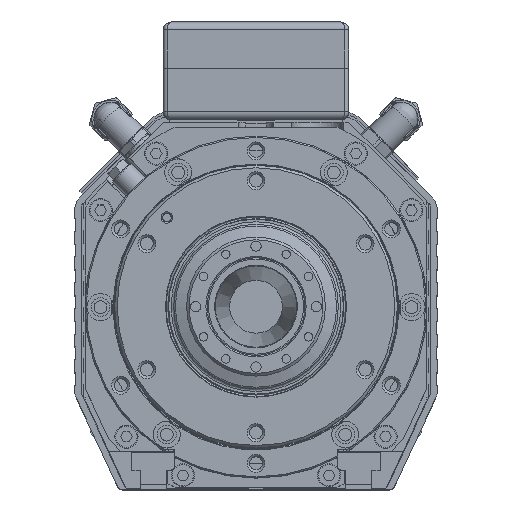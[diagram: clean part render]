
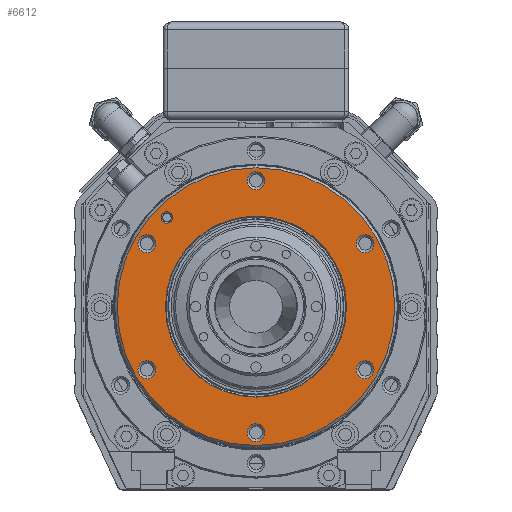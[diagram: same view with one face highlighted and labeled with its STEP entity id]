
A CAD part, top view. The second image highlights one B-rep face of the part: STEP entity #6612.
In plain terms, the highlighted planar face has unit normal (0, 0, 1).
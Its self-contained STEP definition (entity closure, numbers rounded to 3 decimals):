
#151 = DIRECTION ( 'NONE',  ( 1., 0., 0. ) ) ;
#1314 = DIRECTION ( 'NONE',  ( 1., 0., 0. ) ) ;
#1568 = EDGE_LOOP ( 'NONE', ( #14755 ) ) ;
#1575 = DIRECTION ( 'NONE',  ( -1., 0., 0. ) ) ;
#1729 = CARTESIAN_POINT ( 'NONE',  ( -42.435, -24.5, 237.5 ) ) ;
#1737 = CIRCLE ( 'NONE', #38046, 3.5 ) ;
#1797 = DIRECTION ( 'NONE',  ( 1., 0., 0. ) ) ;
#2073 = DIRECTION ( 'NONE',  ( 1., 0., 0. ) ) ;
#2182 = DIRECTION ( 'NONE',  ( 0., 0., 1. ) ) ;
#2411 = VERTEX_POINT ( 'NONE', #28400 ) ;
#4307 = FACE_BOUND ( 'NONE', #41158, .T. ) ;
#5478 = CARTESIAN_POINT ( 'NONE',  ( -38.935, -24.5, 237.5 ) ) ;
#5610 = FACE_BOUND ( 'NONE', #1568, .T. ) ;
#5750 = EDGE_LOOP ( 'NONE', ( #19818 ) ) ;
#6612 = ADVANCED_FACE ( 'NONE', ( #5610, #4307, #27729, #19543, #47929, #39122, #30265, #25866, #16375 ), #49995, .F. ) ;
#6756 = AXIS2_PLACEMENT_3D ( 'NONE', #23638, #44224, #32065 ) ;
#8501 = CIRCLE ( 'NONE', #41932, 3.5 ) ;
#9253 = CIRCLE ( 'NONE', #15188, 35.2 ) ;
#10978 = CARTESIAN_POINT ( 'NONE',  ( 0., 0., 237.5 ) ) ;
#11259 = CARTESIAN_POINT ( 'NONE',  ( 45.935, 24.5, 237.5 ) ) ;
#11912 = VERTEX_POINT ( 'NONE', #46428 ) ;
#14263 = EDGE_LOOP ( 'NONE', ( #41785 ) ) ;
#14344 = EDGE_LOOP ( 'NONE', ( #35330 ) ) ;
#14755 = ORIENTED_EDGE ( 'NONE', *, *, #29368, .F. ) ;
#15131 = EDGE_CURVE ( 'NONE', #36632, #36632, #44903, .T. ) ;
#15188 = AXIS2_PLACEMENT_3D ( 'NONE', #10978, #39257, #15246 ) ;
#15246 = DIRECTION ( 'NONE',  ( -1., 0., 0. ) ) ;
#15446 = EDGE_CURVE ( 'NONE', #44193, #44193, #29712, .T. ) ;
#15626 = CIRCLE ( 'NONE', #6756, 2.25 ) ;
#16375 = FACE_OUTER_BOUND ( 'NONE', #14263, .T. ) ;
#17090 = VERTEX_POINT ( 'NONE', #26523 ) ;
#17342 = DIRECTION ( 'NONE',  ( 0., 0., -1. ) ) ;
#17940 = CARTESIAN_POINT ( 'NONE',  ( 0., -49., 237.5 ) ) ;
#18959 = AXIS2_PLACEMENT_3D ( 'NONE', #33478, #45625, #1314 ) ;
#19543 = FACE_BOUND ( 'NONE', #5750, .T. ) ;
#19587 = ORIENTED_EDGE ( 'NONE', *, *, #35914, .F. ) ;
#19818 = ORIENTED_EDGE ( 'NONE', *, *, #36084, .F. ) ;
#19976 = CIRCLE ( 'NONE', #50108, 54. ) ;
#20734 = DIRECTION ( 'NONE',  ( 1., 0., 0. ) ) ;
#20789 = VERTEX_POINT ( 'NONE', #11259 ) ;
#20846 = CARTESIAN_POINT ( 'NONE',  ( 0., 49., 237.5 ) ) ;
#21264 = EDGE_CURVE ( 'NONE', #17090, #17090, #9253, .T. ) ;
#21593 = CARTESIAN_POINT ( 'NONE',  ( 3.5, 49., 237.5 ) ) ;
#21713 = EDGE_CURVE ( 'NONE', #11912, #11912, #8501, .T. ) ;
#22232 = DIRECTION ( 'NONE',  ( 0., 0., 1. ) ) ;
#22557 = AXIS2_PLACEMENT_3D ( 'NONE', #25802, #17342, #1575 ) ;
#23638 = CARTESIAN_POINT ( 'NONE',  ( -34.648, 34.648, 237.5 ) ) ;
#24806 = DIRECTION ( 'NONE',  ( 0., 0., 1. ) ) ;
#25330 = DIRECTION ( 'NONE',  ( 0., 0., 1. ) ) ;
#25802 = CARTESIAN_POINT ( 'NONE',  ( 0., 34.2, 237.5 ) ) ;
#25866 = FACE_BOUND ( 'NONE', #36418, .T. ) ;
#26428 = CARTESIAN_POINT ( 'NONE',  ( 0., 0., 237.5 ) ) ;
#26523 = CARTESIAN_POINT ( 'NONE',  ( -35.2, 0., 237.5 ) ) ;
#26571 = EDGE_LOOP ( 'NONE', ( #36194 ) ) ;
#26963 = AXIS2_PLACEMENT_3D ( 'NONE', #20846, #28601, #151 ) ;
#27729 = FACE_BOUND ( 'NONE', #14344, .T. ) ;
#28046 = DIRECTION ( 'NONE',  ( 0., 0., 1. ) ) ;
#28365 = VERTEX_POINT ( 'NONE', #50888 ) ;
#28400 = CARTESIAN_POINT ( 'NONE',  ( 45.935, -24.5, 237.5 ) ) ;
#28601 = DIRECTION ( 'NONE',  ( 0., 0., 1. ) ) ;
#28834 = CARTESIAN_POINT ( 'NONE',  ( 42.435, 24.5, 237.5 ) ) ;
#29368 = EDGE_CURVE ( 'NONE', #28365, #28365, #15626, .T. ) ;
#29712 = CIRCLE ( 'NONE', #46240, 3.5 ) ;
#30265 = FACE_BOUND ( 'NONE', #38015, .T. ) ;
#30498 = ORIENTED_EDGE ( 'NONE', *, *, #21264, .T. ) ;
#32065 = DIRECTION ( 'NONE',  ( 1., 0., 0. ) ) ;
#32811 = ORIENTED_EDGE ( 'NONE', *, *, #21713, .F. ) ;
#33478 = CARTESIAN_POINT ( 'NONE',  ( 42.435, -24.5, 237.5 ) ) ;
#34646 = CIRCLE ( 'NONE', #48867, 3.5 ) ;
#34700 = DIRECTION ( 'NONE',  ( -1., 0., 0. ) ) ;
#35330 = ORIENTED_EDGE ( 'NONE', *, *, #15446, .F. ) ;
#35669 = EDGE_LOOP ( 'NONE', ( #19587 ) ) ;
#35883 = VERTEX_POINT ( 'NONE', #44597 ) ;
#35914 = EDGE_CURVE ( 'NONE', #20789, #20789, #34646, .T. ) ;
#36084 = EDGE_CURVE ( 'NONE', #46038, #46038, #1737, .T. ) ;
#36194 = ORIENTED_EDGE ( 'NONE', *, *, #44039, .F. ) ;
#36418 = EDGE_LOOP ( 'NONE', ( #30498 ) ) ;
#36632 = VERTEX_POINT ( 'NONE', #21593 ) ;
#38015 = EDGE_LOOP ( 'NONE', ( #43009 ) ) ;
#38046 = AXIS2_PLACEMENT_3D ( 'NONE', #17940, #25330, #1797 ) ;
#39122 = FACE_BOUND ( 'NONE', #35669, .T. ) ;
#39257 = DIRECTION ( 'NONE',  ( 0., 0., -1. ) ) ;
#40041 = CARTESIAN_POINT ( 'NONE',  ( -42.435, 24.5, 237.5 ) ) ;
#40214 = CARTESIAN_POINT ( 'NONE',  ( 3.5, -49., 237.5 ) ) ;
#41158 = EDGE_LOOP ( 'NONE', ( #32811 ) ) ;
#41785 = ORIENTED_EDGE ( 'NONE', *, *, #48084, .T. ) ;
#41932 = AXIS2_PLACEMENT_3D ( 'NONE', #40041, #28046, #43740 ) ;
#43009 = ORIENTED_EDGE ( 'NONE', *, *, #15131, .F. ) ;
#43740 = DIRECTION ( 'NONE',  ( 1., 0., 0. ) ) ;
#44039 = EDGE_CURVE ( 'NONE', #2411, #2411, #48194, .T. ) ;
#44193 = VERTEX_POINT ( 'NONE', #5478 ) ;
#44224 = DIRECTION ( 'NONE',  ( 0., 0., 1. ) ) ;
#44597 = CARTESIAN_POINT ( 'NONE',  ( -54., 0., 237.5 ) ) ;
#44903 = CIRCLE ( 'NONE', #26963, 3.5 ) ;
#45625 = DIRECTION ( 'NONE',  ( 0., 0., 1. ) ) ;
#46038 = VERTEX_POINT ( 'NONE', #40214 ) ;
#46240 = AXIS2_PLACEMENT_3D ( 'NONE', #1729, #22232, #2073 ) ;
#46428 = CARTESIAN_POINT ( 'NONE',  ( -38.935, 24.5, 237.5 ) ) ;
#47929 = FACE_BOUND ( 'NONE', #26571, .T. ) ;
#48084 = EDGE_CURVE ( 'NONE', #35883, #35883, #19976, .T. ) ;
#48194 = CIRCLE ( 'NONE', #18959, 3.5 ) ;
#48867 = AXIS2_PLACEMENT_3D ( 'NONE', #28834, #24806, #20734 ) ;
#49995 = PLANE ( 'NONE',  #22557 ) ;
#50108 = AXIS2_PLACEMENT_3D ( 'NONE', #26428, #2182, #34700 ) ;
#50888 = CARTESIAN_POINT ( 'NONE',  ( -32.398, 34.648, 237.5 ) ) ;
